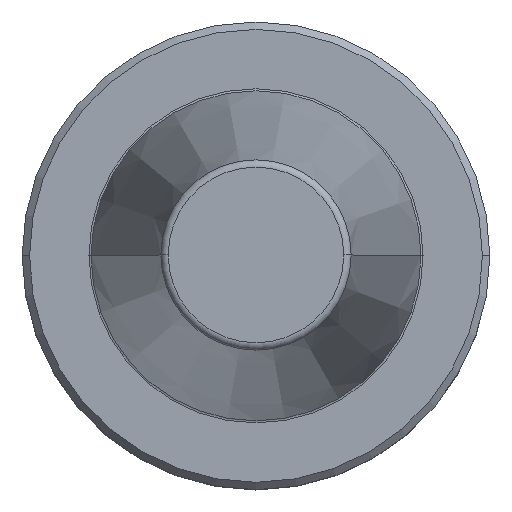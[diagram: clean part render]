
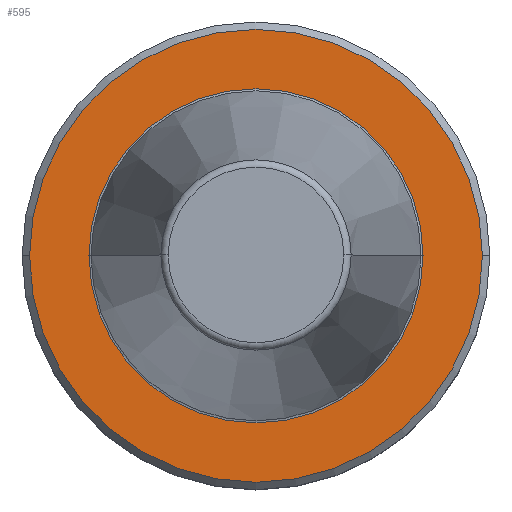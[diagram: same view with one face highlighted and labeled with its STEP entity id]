
A CAD part, top view. The second image highlights one B-rep face of the part: STEP entity #595.
In plain terms, the highlighted planar face has unit normal (0, 0, 1).
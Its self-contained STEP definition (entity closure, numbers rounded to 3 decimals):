
#15 = CIRCLE ( 'NONE', #496, 22.5 ) ;
#100 = VERTEX_POINT ( 'NONE', #813 ) ;
#117 = CARTESIAN_POINT ( 'NONE',  ( 0., 0., -2. ) ) ;
#120 = EDGE_CURVE ( 'NONE', #820, #450, #537, .T. ) ;
#148 = FACE_BOUND ( 'NONE', #677, .T. ) ;
#155 = DIRECTION ( 'NONE',  ( 0., 0., 1. ) ) ;
#162 = ORIENTED_EDGE ( 'NONE', *, *, #637, .T. ) ;
#252 = DIRECTION ( 'NONE',  ( 0., 0., 1. ) ) ;
#325 = CIRCLE ( 'NONE', #944, 30.5 ) ;
#344 = CARTESIAN_POINT ( 'NONE',  ( 22.5, 0., -2. ) ) ;
#351 = AXIS2_PLACEMENT_3D ( 'NONE', #613, #971, #495 ) ;
#450 = VERTEX_POINT ( 'NONE', #939 ) ;
#460 = DIRECTION ( 'NONE',  ( 0., 0., -1. ) ) ;
#485 = DIRECTION ( 'NONE',  ( 1., 0., 0. ) ) ;
#495 = DIRECTION ( 'NONE',  ( 1., 0., 0. ) ) ;
#496 = AXIS2_PLACEMENT_3D ( 'NONE', #570, #155, #1032 ) ;
#520 = DIRECTION ( 'NONE',  ( 1., 0., 0. ) ) ;
#537 = CIRCLE ( 'NONE', #351, 30.5 ) ;
#570 = CARTESIAN_POINT ( 'NONE',  ( 0., 0., -2. ) ) ;
#581 = EDGE_CURVE ( 'NONE', #100, #890, #783, .T. ) ;
#590 = AXIS2_PLACEMENT_3D ( 'NONE', #835, #460, #681 ) ;
#594 = AXIS2_PLACEMENT_3D ( 'NONE', #117, #252, #520 ) ;
#595 = ADVANCED_FACE ( 'NONE', ( #148, #760 ), #826, .F. ) ;
#613 = CARTESIAN_POINT ( 'NONE',  ( 0., 0., -2. ) ) ;
#637 = EDGE_CURVE ( 'NONE', #450, #820, #325, .T. ) ;
#665 = EDGE_LOOP ( 'NONE', ( #162, #889 ) ) ;
#677 = EDGE_LOOP ( 'NONE', ( #855, #1048 ) ) ;
#681 = DIRECTION ( 'NONE',  ( -1., 0., 0. ) ) ;
#715 = CARTESIAN_POINT ( 'NONE',  ( 0., 0., -2. ) ) ;
#760 = FACE_OUTER_BOUND ( 'NONE', #665, .T. ) ;
#783 = CIRCLE ( 'NONE', #594, 22.5 ) ;
#813 = CARTESIAN_POINT ( 'NONE',  ( -22.5, 0., -2. ) ) ;
#814 = EDGE_CURVE ( 'NONE', #890, #100, #15, .T. ) ;
#820 = VERTEX_POINT ( 'NONE', #938 ) ;
#826 = PLANE ( 'NONE',  #590 ) ;
#835 = CARTESIAN_POINT ( 'NONE',  ( 0., 30.5, -2. ) ) ;
#855 = ORIENTED_EDGE ( 'NONE', *, *, #814, .F. ) ;
#889 = ORIENTED_EDGE ( 'NONE', *, *, #120, .T. ) ;
#890 = VERTEX_POINT ( 'NONE', #344 ) ;
#938 = CARTESIAN_POINT ( 'NONE',  ( 30.5, 0., -2. ) ) ;
#939 = CARTESIAN_POINT ( 'NONE',  ( -30.5, 0., -2. ) ) ;
#944 = AXIS2_PLACEMENT_3D ( 'NONE', #715, #1027, #485 ) ;
#971 = DIRECTION ( 'NONE',  ( 0., 0., 1. ) ) ;
#1027 = DIRECTION ( 'NONE',  ( 0., 0., 1. ) ) ;
#1032 = DIRECTION ( 'NONE',  ( 1., 0., 0. ) ) ;
#1048 = ORIENTED_EDGE ( 'NONE', *, *, #581, .F. ) ;
